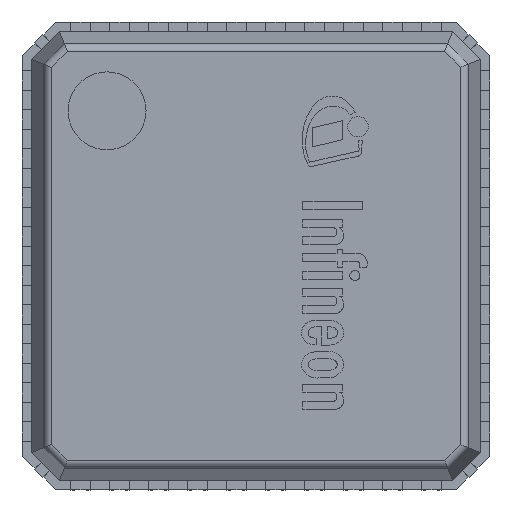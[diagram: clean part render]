
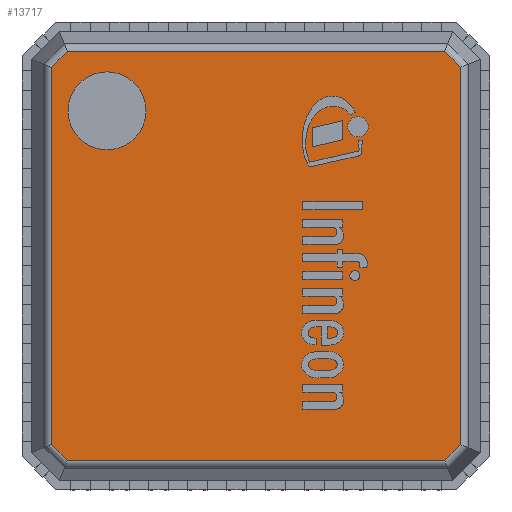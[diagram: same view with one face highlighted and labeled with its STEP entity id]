
A CAD part, top view. The second image highlights one B-rep face of the part: STEP entity #13717.
In plain terms, the highlighted planar face has unit normal (0, 0, 1).
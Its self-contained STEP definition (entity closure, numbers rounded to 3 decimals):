
#241=FACE_BOUND('',#1656,.T.);
#256=PLANE('',#14596);
#839=FACE_OUTER_BOUND('',#1655,.T.);
#1655=EDGE_LOOP('',(#9494,#9495,#9496,#9497,#9498,#9499,#9500,#9501));
#1656=EDGE_LOOP('',(#9502));
#2494=LINE('',#19808,#4111);
#2495=LINE('',#19810,#4112);
#2496=LINE('',#19812,#4113);
#2497=LINE('',#19814,#4114);
#2498=LINE('',#19816,#4115);
#2499=LINE('',#19818,#4116);
#2500=LINE('',#19820,#4117);
#2501=LINE('',#19821,#4118);
#4111=VECTOR('',#15818,1000.);
#4112=VECTOR('',#15819,1000.);
#4113=VECTOR('',#15820,1000.);
#4114=VECTOR('',#15821,1000.);
#4115=VECTOR('',#15822,1000.);
#4116=VECTOR('',#15823,1000.);
#4117=VECTOR('',#15824,1000.);
#4118=VECTOR('',#15825,1000.);
#5704=CIRCLE('',#14587,0.5);
#6080=VERTEX_POINT('',#19754);
#6097=VERTEX_POINT('',#19806);
#6098=VERTEX_POINT('',#19807);
#6099=VERTEX_POINT('',#19809);
#6100=VERTEX_POINT('',#19811);
#6101=VERTEX_POINT('',#19813);
#6102=VERTEX_POINT('',#19815);
#6103=VERTEX_POINT('',#19817);
#6104=VERTEX_POINT('',#19819);
#7423=EDGE_CURVE('',#6080,#6080,#5704,.T.);
#7448=EDGE_CURVE('',#6097,#6098,#2494,.T.);
#7449=EDGE_CURVE('',#6098,#6099,#2495,.T.);
#7450=EDGE_CURVE('',#6099,#6100,#2496,.T.);
#7451=EDGE_CURVE('',#6100,#6101,#2497,.T.);
#7452=EDGE_CURVE('',#6101,#6102,#2498,.T.);
#7453=EDGE_CURVE('',#6102,#6103,#2499,.T.);
#7454=EDGE_CURVE('',#6103,#6104,#2500,.T.);
#7455=EDGE_CURVE('',#6104,#6097,#2501,.T.);
#9494=ORIENTED_EDGE('',*,*,#7448,.T.);
#9495=ORIENTED_EDGE('',*,*,#7449,.T.);
#9496=ORIENTED_EDGE('',*,*,#7450,.T.);
#9497=ORIENTED_EDGE('',*,*,#7451,.T.);
#9498=ORIENTED_EDGE('',*,*,#7452,.T.);
#9499=ORIENTED_EDGE('',*,*,#7453,.T.);
#9500=ORIENTED_EDGE('',*,*,#7454,.T.);
#9501=ORIENTED_EDGE('',*,*,#7455,.T.);
#9502=ORIENTED_EDGE('',*,*,#7423,.F.);
#13717=ADVANCED_FACE('',(#839,#241),#256,.T.);
#14587=AXIS2_PLACEMENT_3D('',#19756,#15774,#15775);
#14596=AXIS2_PLACEMENT_3D('',#19805,#15816,#15817);
#15774=DIRECTION('center_axis',(0.,0.,1.));
#15775=DIRECTION('ref_axis',(0.,-1.,0.));
#15816=DIRECTION('center_axis',(0.,0.,1.));
#15817=DIRECTION('ref_axis',(0.,-1.,0.));
#15818=DIRECTION('',(0.,1.,0.));
#15819=DIRECTION('',(-0.707,0.707,0.));
#15820=DIRECTION('',(-1.,0.,0.));
#15821=DIRECTION('',(-0.707,-0.707,0.));
#15822=DIRECTION('',(0.,-1.,0.));
#15823=DIRECTION('',(0.707,-0.707,0.));
#15824=DIRECTION('',(1.,0.,0.));
#15825=DIRECTION('',(0.707,0.707,0.));
#19754=CARTESIAN_POINT('',(-1.91,2.36,0.9));
#19756=CARTESIAN_POINT('Origin',(-1.91,1.86,0.9));
#19805=CARTESIAN_POINT('Origin',(0.,0.,0.9));
#19806=CARTESIAN_POINT('',(2.622,-2.418,0.9));
#19807=CARTESIAN_POINT('',(2.622,2.418,0.9));
#19808=CARTESIAN_POINT('',(2.622,2.45,0.9));
#19809=CARTESIAN_POINT('',(2.418,2.622,0.9));
#19810=CARTESIAN_POINT('',(2.395,2.645,0.9));
#19811=CARTESIAN_POINT('',(-2.418,2.622,0.9));
#19812=CARTESIAN_POINT('',(-2.45,2.622,0.9));
#19813=CARTESIAN_POINT('',(-2.622,2.418,0.9));
#19814=CARTESIAN_POINT('',(-2.645,2.395,0.9));
#19815=CARTESIAN_POINT('',(-2.622,-2.418,0.9));
#19816=CARTESIAN_POINT('',(-2.622,-2.45,0.9));
#19817=CARTESIAN_POINT('',(-2.418,-2.622,0.9));
#19818=CARTESIAN_POINT('',(-2.395,-2.645,0.9));
#19819=CARTESIAN_POINT('',(2.418,-2.622,0.9));
#19820=CARTESIAN_POINT('',(2.45,-2.622,0.9));
#19821=CARTESIAN_POINT('',(2.645,-2.395,0.9));
